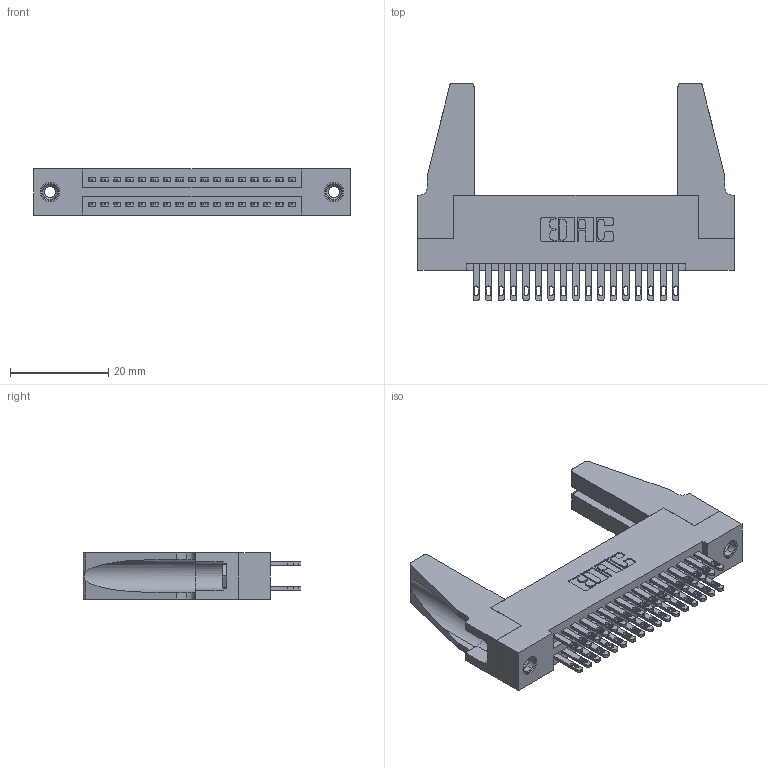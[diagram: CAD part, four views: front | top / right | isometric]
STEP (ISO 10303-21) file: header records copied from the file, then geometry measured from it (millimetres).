
FILE_DESCRIPTION (( 'STEP AP203' ), '1' );
FILE_NAME ('345-034-500-288.STEP', '2019-10-28T05:41:00', ( '' ), ( '' ), 'SwSTEP 2.0', 'SolidWorks 2016', '' );
FILE_SCHEMA (( 'CONFIG_CONTROL_DESIGN' ));
Length unit declared in the file: inch
Products named in the file (5): 345-220-078_345-220-088; 345 Part_Flush Mounting Lugs - 0.156 Dia-TH; 345-292-001_345-293-100; 345-250-001_345-250-001-102; 345-034-500-288
Assembly tree (39 placements, depth 2):
  345-034-500-288
    345 Part_Flush Mounting Lugs - 0.156 Dia-TH
    345-292-001_345-293-100  x34
    345-250-001_345-250-001-102  x2
    345-220-078_345-220-088  x2
Bounding box: 64.41 x 44.37 x 9.4 mm (x, y, z)
Volume: 9381.6 mm3; surface area: 12044.6 mm2
Topology: 39 solids, 39 shells, 1814 faces, 5449 edges, 3622 vertices
Faces by surface type: plane 1070, cylinder 728, cone 12, torus 4
Entity records: 18782 total; most frequent: CARTESIAN_POINT 3166, ORIENTED_EDGE 3060, DIRECTION 2830, EDGE_CURVE 1530, LINE 1284, VECTOR 1284, VERTEX_POINT 1014, AXIS2_PLACEMENT_3D 773
